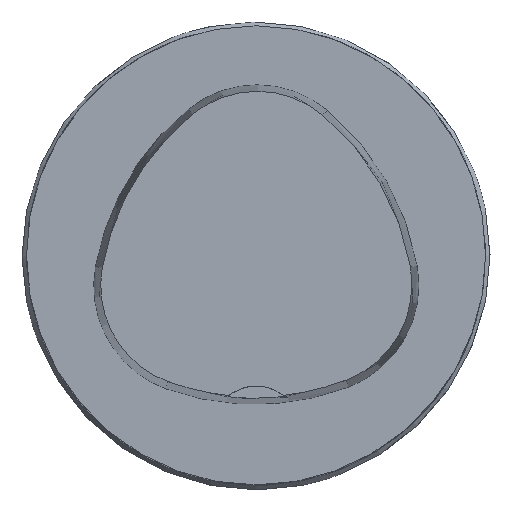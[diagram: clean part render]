
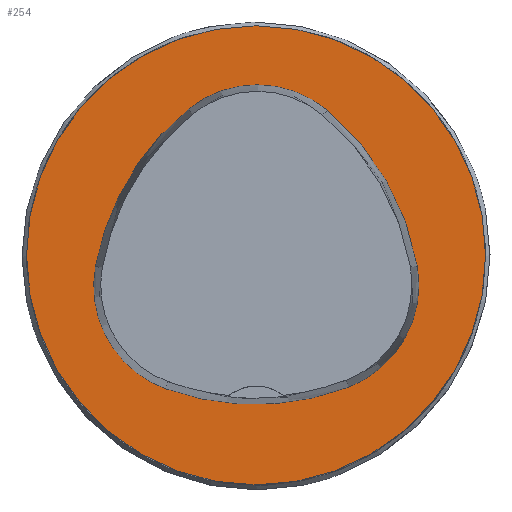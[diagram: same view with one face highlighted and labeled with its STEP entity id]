
A CAD part, top view. The second image highlights one B-rep face of the part: STEP entity #254.
In plain terms, the highlighted planar face has unit normal (0, 0, 1).
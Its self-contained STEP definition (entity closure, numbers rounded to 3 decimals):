
#223=FACE_BOUND('',#361,.T.);
#224=FACE_BOUND('',#362,.T.);
#254=ADVANCED_FACE('',(#223,#224),#273,.T.);
#273=PLANE('',#851);
#361=EDGE_LOOP('',(#470,#471,#472,#473,#474,#475));
#362=EDGE_LOOP('',(#476));
#470=ORIENTED_EDGE('',*,*,#626,.T.);
#471=ORIENTED_EDGE('',*,*,#606,.T.);
#472=ORIENTED_EDGE('',*,*,#610,.T.);
#473=ORIENTED_EDGE('',*,*,#613,.T.);
#474=ORIENTED_EDGE('',*,*,#616,.T.);
#475=ORIENTED_EDGE('',*,*,#624,.T.);
#476=ORIENTED_EDGE('',*,*,#597,.F.);
#543=VERTEX_POINT('',#1190);
#552=VERTEX_POINT('',#1209);
#553=VERTEX_POINT('',#1210);
#556=VERTEX_POINT('',#1218);
#558=VERTEX_POINT('',#1224);
#560=VERTEX_POINT('',#1230);
#567=VERTEX_POINT('',#1251);
#597=EDGE_CURVE('',#543,#543,#658,.T.);
#606=EDGE_CURVE('',#552,#553,#659,.T.);
#610=EDGE_CURVE('',#553,#556,#661,.T.);
#613=EDGE_CURVE('',#556,#558,#663,.T.);
#616=EDGE_CURVE('',#558,#560,#665,.T.);
#624=EDGE_CURVE('',#560,#567,#669,.T.);
#626=EDGE_CURVE('',#567,#552,#671,.T.);
#658=CIRCLE('',#823,31.5);
#659=CIRCLE('',#829,36.);
#661=CIRCLE('',#832,15.);
#663=CIRCLE('',#835,36.);
#665=CIRCLE('',#838,15.);
#669=CIRCLE('',#843,36.);
#671=CIRCLE('',#846,15.);
#823=AXIS2_PLACEMENT_3D('',#1189,#981,#982);
#829=AXIS2_PLACEMENT_3D('',#1208,#997,#998);
#832=AXIS2_PLACEMENT_3D('',#1217,#1005,#1006);
#835=AXIS2_PLACEMENT_3D('',#1223,#1012,#1013);
#838=AXIS2_PLACEMENT_3D('',#1229,#1019,#1020);
#843=AXIS2_PLACEMENT_3D('',#1252,#1031,#1032);
#846=AXIS2_PLACEMENT_3D('',#1255,#1037,#1038);
#851=AXIS2_PLACEMENT_3D('',#1260,#1047,#1048);
#981=DIRECTION('',(0.,0.,-1.));
#982=DIRECTION('',(-1.,0.,0.));
#997=DIRECTION('',(0.,0.,-1.));
#998=DIRECTION('',(-1.,0.,0.));
#1005=DIRECTION('',(0.,0.,-1.));
#1006=DIRECTION('',(-1.,0.,0.));
#1012=DIRECTION('',(0.,0.,-1.));
#1013=DIRECTION('',(-1.,0.,0.));
#1019=DIRECTION('',(0.,0.,-1.));
#1020=DIRECTION('',(-1.,0.,0.));
#1031=DIRECTION('',(0.,0.,-1.));
#1032=DIRECTION('',(-1.,0.,0.));
#1037=DIRECTION('',(0.,0.,-1.));
#1038=DIRECTION('',(-1.,0.,0.));
#1047=DIRECTION('',(0.,0.,1.));
#1048=DIRECTION('',(1.,0.,0.));
#1189=CARTESIAN_POINT('',(0.,0.,0.));
#1190=CARTESIAN_POINT('',(-31.5,0.,0.));
#1208=CARTESIAN_POINT('',(13.398,-7.893,0.));
#1209=CARTESIAN_POINT('',(-22.041,-1.562,0.));
#1210=CARTESIAN_POINT('',(-9.317,20.036,0.));
#1217=CARTESIAN_POINT('',(0.148,8.399,0.));
#1218=CARTESIAN_POINT('',(9.779,19.898,0.));
#1223=CARTESIAN_POINT('',(-13.337,-7.7,0.));
#1224=CARTESIAN_POINT('',(22.122,-1.48,0.));
#1229=CARTESIAN_POINT('',(7.347,-4.071,0.));
#1230=CARTESIAN_POINT('',(12.693,-18.087,0.));
#1251=CARTESIAN_POINT('',(-12.373,-18.307,0.));
#1252=CARTESIAN_POINT('',(-0.137,15.55,0.));
#1255=CARTESIAN_POINT('',(-7.275,-4.2,0.));
#1260=CARTESIAN_POINT('',(0.,0.,0.));
